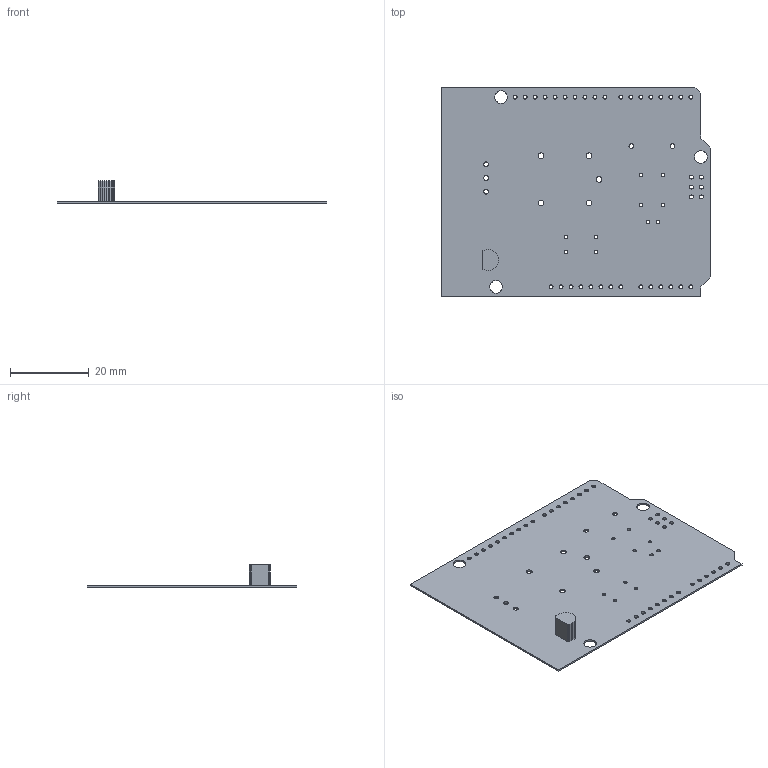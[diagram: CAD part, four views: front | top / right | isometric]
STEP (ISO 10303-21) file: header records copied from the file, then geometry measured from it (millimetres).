
FILE_DESCRIPTION(('Open CASCADE Model'),'2;1');
FILE_NAME('Open CASCADE Shape Model','2019-02-22T19:08:12',('Author'),( 'Open CASCADE'),'Open CASCADE STEP processor 6.8','Open CASCADE 6.8' ,'Unknown');
FILE_SCHEMA(('AUTOMOTIVE_DESIGN { 1 0 10303 214 1 1 1 1 }'));
Length unit declared in the file: millimetre
Products named in the file (6): PCB; Board; Q1; 6974078400; Extruded; Free-Models
Assembly tree (5 placements, depth 4):
  PCB
    Board
    Q1
      6974078400
        Extruded
    Free-Models
Bounding box: 68.58 x 53.34 x 5.74 mm (x, y, z)
Volume: 1553.7 mm3; surface area: 7383.3 mm2
Topology: 2 solids, 2 shells, 108 faces, 312 edges, 208 vertices
Faces by surface type: cylinder 64, plane 44
Full cylindrical faces by diameter (mm): 0.85 x8, 0.9 x5, 1.016 x38, 1.2 x5, 1.5 x5, 3.2 x3
Entity records: 3980 total; most frequent: DIRECTION 668, CARTESIAN_POINT 634, ORIENTED_EDGE 624, EDGE_CURVE 312, AXIS2_PLACEMENT_3D 242, FACE_BOUND 236, EDGE_LOOP 236, VERTEX_POINT 208
